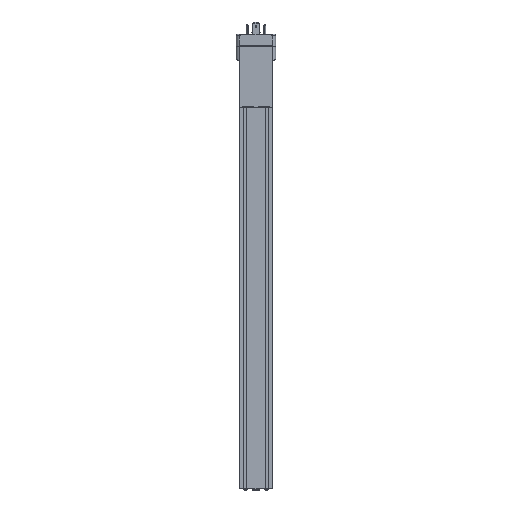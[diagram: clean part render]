
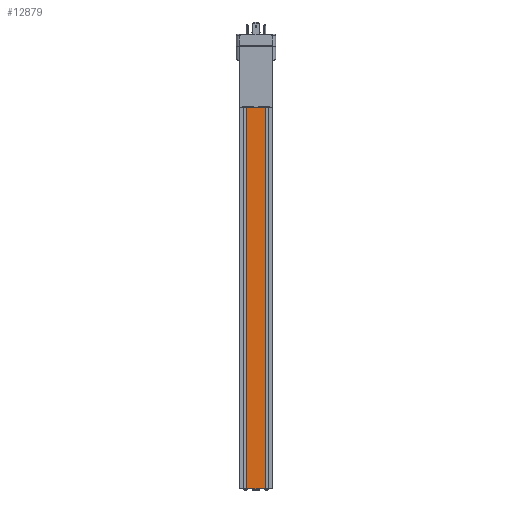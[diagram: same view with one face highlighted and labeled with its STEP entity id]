
A CAD part, front view. The second image highlights one B-rep face of the part: STEP entity #12879.
In plain terms, the highlighted planar face has unit normal (0, -1, 0).
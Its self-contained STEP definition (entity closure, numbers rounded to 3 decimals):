
#288 = DIRECTION ( 'NONE',  ( 1., 0., 0. ) ) ;
#2246 = PLANE ( 'NONE',  #7458 ) ;
#2412 = EDGE_LOOP ( 'NONE', ( #15140, #15820, #15389, #3350 ) ) ;
#2648 = DIRECTION ( 'NONE',  ( 0., 0., -1. ) ) ;
#2983 = LINE ( 'NONE', #3078, #7722 ) ;
#3078 = CARTESIAN_POINT ( 'NONE',  ( 9., 0., -379.5 ) ) ;
#3350 = ORIENTED_EDGE ( 'NONE', *, *, #6200, .T. ) ;
#4149 = CARTESIAN_POINT ( 'NONE',  ( -9., 0., -379.5 ) ) ;
#4929 = CARTESIAN_POINT ( 'NONE',  ( 9., 0., 0. ) ) ;
#5939 = CARTESIAN_POINT ( 'NONE',  ( 9., 0., -379.5 ) ) ;
#6200 = EDGE_CURVE ( 'NONE', #10870, #16943, #19733, .T. ) ;
#6882 = FACE_OUTER_BOUND ( 'NONE', #2412, .T. ) ;
#7458 = AXIS2_PLACEMENT_3D ( 'NONE', #18261, #11932, #2648 ) ;
#7722 = VECTOR ( 'NONE', #9312, 1000. ) ;
#8356 = EDGE_CURVE ( 'NONE', #18635, #16943, #13899, .T. ) ;
#9312 = DIRECTION ( 'NONE',  ( 1., 0., 0. ) ) ;
#9537 = VECTOR ( 'NONE', #19924, 1000. ) ;
#9735 = EDGE_CURVE ( 'NONE', #15647, #18635, #11811, .T. ) ;
#10106 = EDGE_CURVE ( 'NONE', #15647, #10870, #2983, .T. ) ;
#10870 = VERTEX_POINT ( 'NONE', #18428 ) ;
#11154 = CARTESIAN_POINT ( 'NONE',  ( -9., 0., 0. ) ) ;
#11811 = LINE ( 'NONE', #4149, #18319 ) ;
#11932 = DIRECTION ( 'NONE',  ( 0., -1., 0. ) ) ;
#12369 = CARTESIAN_POINT ( 'NONE',  ( -9., 0., -379.5 ) ) ;
#12814 = VECTOR ( 'NONE', #288, 1000. ) ;
#12879 = ADVANCED_FACE ( 'NONE', ( #6882 ), #2246, .T. ) ;
#13899 = LINE ( 'NONE', #4929, #12814 ) ;
#15140 = ORIENTED_EDGE ( 'NONE', *, *, #8356, .F. ) ;
#15389 = ORIENTED_EDGE ( 'NONE', *, *, #10106, .T. ) ;
#15647 = VERTEX_POINT ( 'NONE', #12369 ) ;
#15820 = ORIENTED_EDGE ( 'NONE', *, *, #9735, .F. ) ;
#16943 = VERTEX_POINT ( 'NONE', #18194 ) ;
#18150 = DIRECTION ( 'NONE',  ( 0., 0., 1. ) ) ;
#18194 = CARTESIAN_POINT ( 'NONE',  ( 9., 0., 0. ) ) ;
#18261 = CARTESIAN_POINT ( 'NONE',  ( 9., 0., -379.5 ) ) ;
#18319 = VECTOR ( 'NONE', #18150, 1000. ) ;
#18428 = CARTESIAN_POINT ( 'NONE',  ( 9., 0., -379.5 ) ) ;
#18635 = VERTEX_POINT ( 'NONE', #11154 ) ;
#19733 = LINE ( 'NONE', #5939, #9537 ) ;
#19924 = DIRECTION ( 'NONE',  ( 0., 0., 1. ) ) ;
